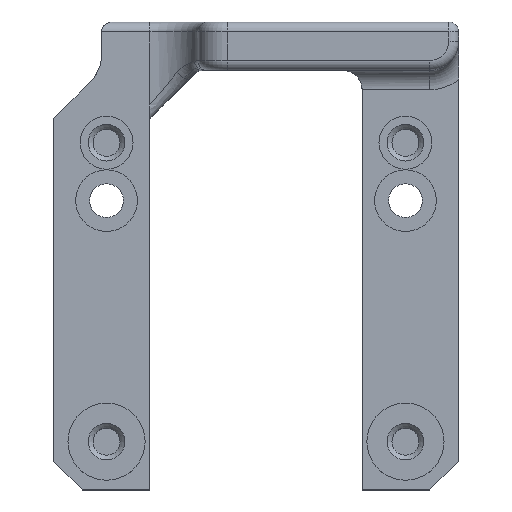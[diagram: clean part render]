
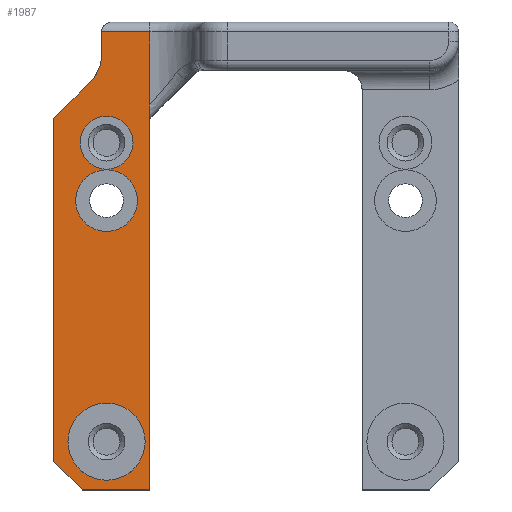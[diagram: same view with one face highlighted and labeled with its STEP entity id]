
A CAD part, top view. The second image highlights one B-rep face of the part: STEP entity #1987.
In plain terms, the highlighted planar face has unit normal (0, 0, 1).
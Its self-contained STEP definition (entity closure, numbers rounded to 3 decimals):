
#40=FACE_BOUND('',#688,.T.);
#41=FACE_BOUND('',#689,.T.);
#42=FACE_BOUND('',#690,.T.);
#81=PLANE('',#2182);
#211=LINE('',#4289,#373);
#215=LINE('',#4300,#377);
#220=LINE('',#4343,#382);
#254=LINE('',#4692,#416);
#262=LINE('',#4730,#424);
#263=LINE('',#4731,#425);
#264=LINE('',#4734,#426);
#265=LINE('',#4736,#427);
#266=LINE('',#4737,#428);
#373=VECTOR('',#2436,10.);
#377=VECTOR('',#2448,10.);
#382=VECTOR('',#2461,10.);
#416=VECTOR('',#2587,10.);
#424=VECTOR('',#2637,10.);
#425=VECTOR('',#2638,10.);
#426=VECTOR('',#2641,10.);
#427=VECTOR('',#2642,10.);
#428=VECTOR('',#2643,10.);
#557=FACE_OUTER_BOUND('',#687,.T.);
#687=EDGE_LOOP('',(#1701,#1702,#1703,#1704,#1705,#1706,#1707,#1708,#1709,
#1710));
#688=EDGE_LOOP('',(#1711));
#689=EDGE_LOOP('',(#1712));
#690=EDGE_LOOP('',(#1713));
#772=CIRCLE('',#2109,4.);
#807=CIRCLE('',#2183,2.75);
#808=CIRCLE('',#2184,4.);
#809=CIRCLE('',#2185,3.2);
#939=VERTEX_POINT('',#4286);
#940=VERTEX_POINT('',#4288);
#942=VERTEX_POINT('',#4294);
#943=VERTEX_POINT('',#4298);
#950=VERTEX_POINT('',#4329);
#951=VERTEX_POINT('',#4342);
#992=VERTEX_POINT('',#4691);
#1001=VERTEX_POINT('',#4729);
#1002=VERTEX_POINT('',#4733);
#1003=VERTEX_POINT('',#4735);
#1004=VERTEX_POINT('',#4738);
#1005=VERTEX_POINT('',#4740);
#1006=VERTEX_POINT('',#4742);
#1154=EDGE_CURVE('',#939,#940,#211,.T.);
#1158=EDGE_CURVE('',#942,#939,#772,.T.);
#1160=EDGE_CURVE('',#942,#943,#215,.T.);
#1169=EDGE_CURVE('',#951,#950,#220,.F.);
#1237=EDGE_CURVE('',#940,#992,#254,.T.);
#1256=EDGE_CURVE('',#992,#1001,#262,.T.);
#1257=EDGE_CURVE('',#950,#1001,#263,.F.);
#1258=EDGE_CURVE('',#943,#1002,#264,.T.);
#1259=EDGE_CURVE('',#1003,#1002,#265,.F.);
#1260=EDGE_CURVE('',#1003,#951,#266,.T.);
#1261=EDGE_CURVE('',#1004,#1004,#807,.T.);
#1262=EDGE_CURVE('',#1005,#1005,#808,.T.);
#1263=EDGE_CURVE('',#1006,#1006,#809,.F.);
#1701=ORIENTED_EDGE('',*,*,#1237,.F.);
#1702=ORIENTED_EDGE('',*,*,#1154,.F.);
#1703=ORIENTED_EDGE('',*,*,#1158,.F.);
#1704=ORIENTED_EDGE('',*,*,#1160,.T.);
#1705=ORIENTED_EDGE('',*,*,#1258,.T.);
#1706=ORIENTED_EDGE('',*,*,#1259,.F.);
#1707=ORIENTED_EDGE('',*,*,#1260,.T.);
#1708=ORIENTED_EDGE('',*,*,#1169,.T.);
#1709=ORIENTED_EDGE('',*,*,#1257,.T.);
#1710=ORIENTED_EDGE('',*,*,#1256,.F.);
#1711=ORIENTED_EDGE('',*,*,#1261,.T.);
#1712=ORIENTED_EDGE('',*,*,#1262,.T.);
#1713=ORIENTED_EDGE('',*,*,#1263,.T.);
#1987=ADVANCED_FACE('',(#557,#40,#41,#42),#81,.T.);
#2109=AXIS2_PLACEMENT_3D('',#4296,#2443,#2444);
#2182=AXIS2_PLACEMENT_3D('',#4732,#2639,#2640);
#2183=AXIS2_PLACEMENT_3D('',#4739,#2644,#2645);
#2184=AXIS2_PLACEMENT_3D('',#4741,#2646,#2647);
#2185=AXIS2_PLACEMENT_3D('',#4743,#2648,#2649);
#2436=DIRECTION('',(0.,1.,0.));
#2443=DIRECTION('center_axis',(0.,0.,1.));
#2444=DIRECTION('ref_axis',(0.924,-0.383,0.));
#2448=DIRECTION('',(-0.707,-0.707,0.));
#2461=DIRECTION('',(0.,-1.,0.));
#2587=DIRECTION('',(1.,0.,0.));
#2637=DIRECTION('',(0.,-1.,0.));
#2638=DIRECTION('',(0.,-1.,0.));
#2639=DIRECTION('center_axis',(0.,0.,1.));
#2640=DIRECTION('ref_axis',(-1.,0.,0.));
#2641=DIRECTION('',(0.,-1.,0.));
#2642=DIRECTION('',(0.707,-0.707,0.));
#2643=DIRECTION('',(1.,0.,0.));
#2644=DIRECTION('center_axis',(0.,0.,-1.));
#2645=DIRECTION('ref_axis',(1.,0.,0.));
#2646=DIRECTION('center_axis',(0.,0.,-1.));
#2647=DIRECTION('ref_axis',(1.,0.,0.));
#2648=DIRECTION('center_axis',(0.,0.,1.));
#2649=DIRECTION('ref_axis',(-1.,0.,0.));
#4286=CARTESIAN_POINT('',(5.,51.657,6.));
#4288=CARTESIAN_POINT('',(5.,54.,6.));
#4289=CARTESIAN_POINT('',(5.,52.5,6.));
#4294=CARTESIAN_POINT('',(3.828,48.828,6.));
#4296=CARTESIAN_POINT('Origin',(1.,51.657,6.));
#4298=CARTESIAN_POINT('',(0.,45.,6.));
#4300=CARTESIAN_POINT('',(6.25,51.25,6.));
#4329=CARTESIAN_POINT('',(10.,46.414,6.));
#4342=CARTESIAN_POINT('',(10.,6.5,6.));
#4343=CARTESIAN_POINT('',(10.,41.,6.));
#4691=CARTESIAN_POINT('',(10.,54.,6.));
#4692=CARTESIAN_POINT('',(29.75,54.,6.));
#4729=CARTESIAN_POINT('',(10.,50.,6.));
#4730=CARTESIAN_POINT('',(10.,55.,6.));
#4731=CARTESIAN_POINT('',(10.,41.,6.));
#4732=CARTESIAN_POINT('Origin',(37.,27.,6.));
#4733=CARTESIAN_POINT('',(0.,9.5,6.));
#4734=CARTESIAN_POINT('',(0.,33.,6.));
#4735=CARTESIAN_POINT('',(3.,6.5,6.));
#4736=CARTESIAN_POINT('',(5.625,3.875,6.));
#4737=CARTESIAN_POINT('',(18.5,6.5,6.));
#4738=CARTESIAN_POINT('',(2.75,42.5,6.));
#4739=CARTESIAN_POINT('Origin',(5.5,42.5,6.));
#4740=CARTESIAN_POINT('',(1.5,11.5,6.));
#4741=CARTESIAN_POINT('Origin',(5.5,11.5,6.));
#4742=CARTESIAN_POINT('',(8.7,36.5,6.));
#4743=CARTESIAN_POINT('Origin',(5.5,36.5,6.));
